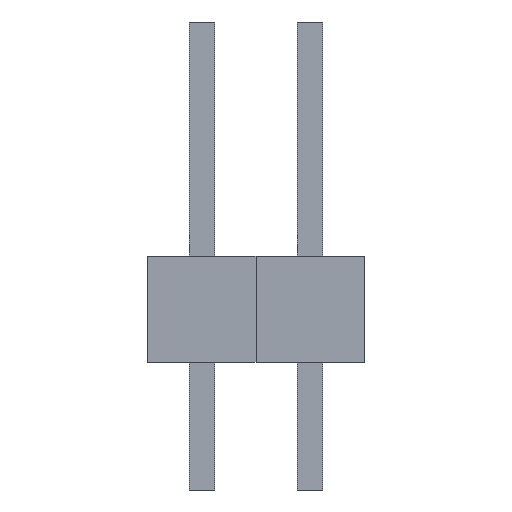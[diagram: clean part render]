
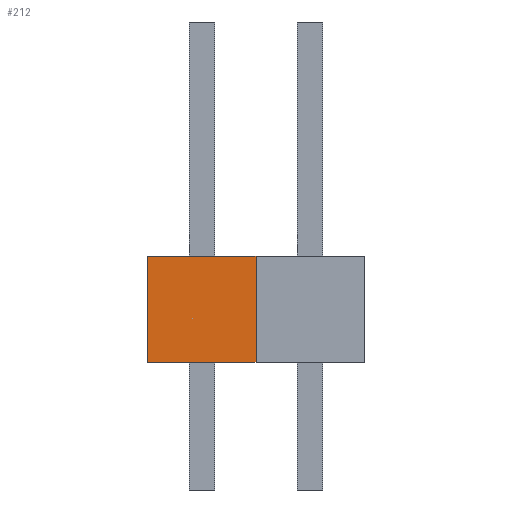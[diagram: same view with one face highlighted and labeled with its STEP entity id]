
A CAD part, front view. The second image highlights one B-rep face of the part: STEP entity #212.
In plain terms, the highlighted planar face has unit normal (0, -1, 0).
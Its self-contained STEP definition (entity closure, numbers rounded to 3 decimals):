
#13=DIRECTION('',(0.,0.,1.));
#14=DIRECTION('',(1.,0.,0.));
#163=EDGE_CURVE('',#164,#166,#168,.T.);
#164=VERTEX_POINT('',#165);
#165=CARTESIAN_POINT('',(-1.27,-1.271,0.));
#166=VERTEX_POINT('',#167);
#167=CARTESIAN_POINT('',(-1.27,-1.271,2.5));
#168=LINE('',#165,#169);
#169=VECTOR('',#13,1.);
#176=DIRECTION('',(0.,1.,0.));
#190=ORIENTED_EDGE('',*,*,#191,.F.);
#191=EDGE_CURVE('',#192,#194,#196,.T.);
#192=VERTEX_POINT('',#193);
#193=CARTESIAN_POINT('',(1.27,-1.271,0.));
#194=VERTEX_POINT('',#195);
#195=CARTESIAN_POINT('',(1.27,-1.271,2.5));
#196=LINE('',#193,#169);
#212=ADVANCED_FACE('',(#213),#223,.F.);
#213=FACE_BOUND('',#214,.F.);
#214=EDGE_LOOP('',(#215,#219,#220,#190));
#215=ORIENTED_EDGE('',*,*,#216,.F.);
#216=EDGE_CURVE('',#164,#192,#217,.T.);
#217=LINE('',#165,#218);
#218=VECTOR('',#14,1.);
#219=ORIENTED_EDGE('',*,*,#163,.T.);
#220=ORIENTED_EDGE('',*,*,#221,.T.);
#221=EDGE_CURVE('',#166,#194,#222,.T.);
#222=LINE('',#167,#218);
#223=PLANE('',#224);
#224=AXIS2_PLACEMENT_3D('',#165,#176,#13);
